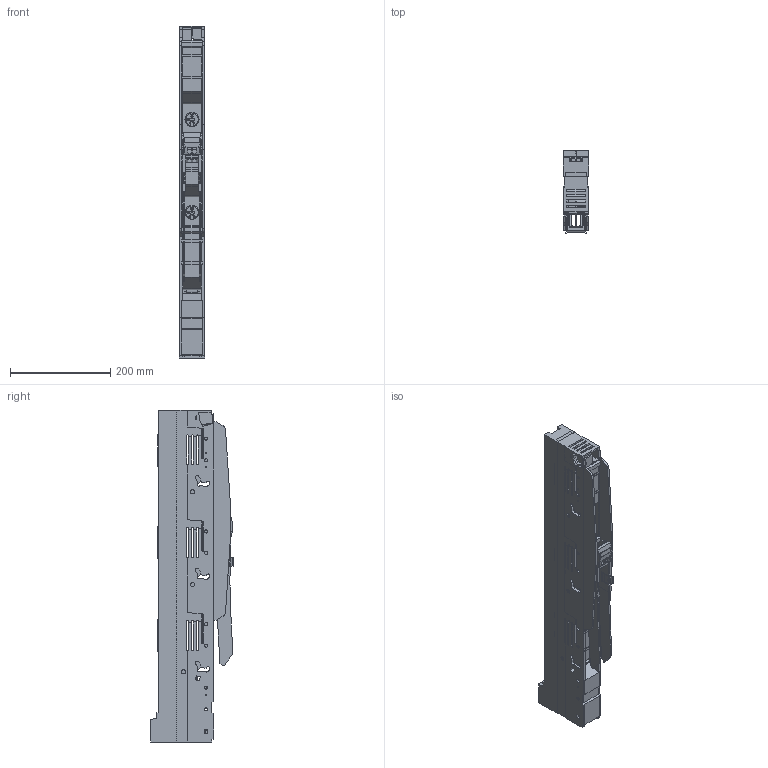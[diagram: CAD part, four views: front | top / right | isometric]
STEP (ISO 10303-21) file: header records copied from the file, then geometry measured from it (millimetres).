
FILE_DESCRIPTION(('CATIA V5 STEP'),'2;1');
FILE_NAME('L0672_NH_Sicherungslastschaltleiste_SL00_3x3_185_KU00.stp','2018-12-11T10:02:09+00:00',('none'),('Jean Müller GmbH'),'CATIA Version 5 Release 19 SP 9 (IN-10)','CATIA V5 STEP AP214','none');
FILE_SCHEMA(('AUTOMOTIVE_DESIGN { 1 0 10303 214 1 1 1 1 }'));
Products named in the file (1): L0672_NH-Sicherungslastschaltleiste SL00-3x3/185/KU00
Bounding box: 50 x 164.77 x 662 mm (x, y, z)
Volume: 1847719.6 mm3; surface area: 582234.7 mm2
Topology: 9 solids, 14 shells, 2425 faces, 7042 edges, 4575 vertices
Faces by surface type: plane 1516, cylinder 604, cone 145, bspline 120, sphere 30, torus 10
Entity records: 82961 total; most frequent: CARTESIAN_POINT 23657, ORIENTED_EDGE 13996, DIRECTION 9445, EDGE_CURVE 6998, VECTOR 4756, LINE 4756, VERTEX_POINT 4575, AXIS2_PLACEMENT_3D 2927
